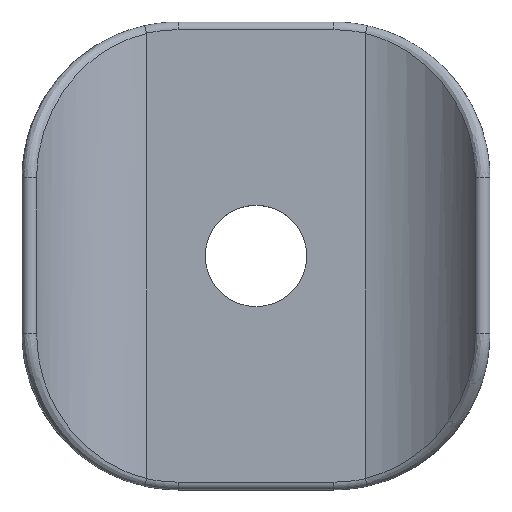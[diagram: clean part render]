
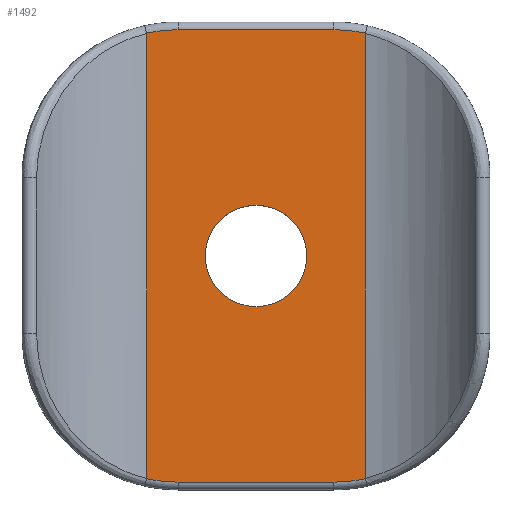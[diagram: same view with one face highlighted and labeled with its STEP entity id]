
A CAD part, top view. The second image highlights one B-rep face of the part: STEP entity #1492.
In plain terms, the highlighted planar face has unit normal (0, 0, 1).
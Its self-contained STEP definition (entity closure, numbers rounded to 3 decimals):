
#33 = LINE ( 'NONE', #1653, #47 ) ;
#45 = LINE ( 'NONE', #1658, #50 ) ;
#46 = LINE ( 'NONE', #1676, #56 ) ;
#47 = VECTOR ( 'NONE', #1648, 1000. ) ;
#48 = CIRCLE ( 'NONE', #1382, 9.5 ) ;
#49 = CIRCLE ( 'NONE', #1383, 9.5 ) ;
#50 = VECTOR ( 'NONE', #1659, 1000. ) ;
#52 = LINE ( 'NONE', #1673, #53 ) ;
#53 = VECTOR ( 'NONE', #1675, 1000. ) ;
#54 = CIRCLE ( 'NONE', #1384, 9.5 ) ;
#55 = CIRCLE ( 'NONE', #1385, 9.5 ) ;
#56 = VECTOR ( 'NONE', #1677, 1000. ) ;
#58 = CIRCLE ( 'NONE', #1386, 3.25 ) ;
#302 = ORIENTED_EDGE ( 'NONE', *, *, #2390, .F. ) ;
#303 = ORIENTED_EDGE ( 'NONE', *, *, #2447, .F. ) ;
#304 = ORIENTED_EDGE ( 'NONE', *, *, #2446, .T. ) ;
#478 = EDGE_LOOP ( 'NONE', ( #303, #302 ) ) ;
#499 = ORIENTED_EDGE ( 'NONE', *, *, #2445, .T. ) ;
#500 = ORIENTED_EDGE ( 'NONE', *, *, #2444, .T. ) ;
#502 = ORIENTED_EDGE ( 'NONE', *, *, #2443, .T. ) ;
#503 = ORIENTED_EDGE ( 'NONE', *, *, #2442, .T. ) ;
#510 = ORIENTED_EDGE ( 'NONE', *, *, #2441, .F. ) ;
#514 = ORIENTED_EDGE ( 'NONE', *, *, #2440, .T. ) ;
#516 = ORIENTED_EDGE ( 'NONE', *, *, #2439, .T. ) ;
#518 = ORIENTED_EDGE ( 'NONE', *, *, #2438, .T. ) ;
#520 = ORIENTED_EDGE ( 'NONE', *, *, #2437, .T. ) ;
#522 = ORIENTED_EDGE ( 'NONE', *, *, #2436, .T. ) ;
#525 = ORIENTED_EDGE ( 'NONE', *, *, #2435, .T. ) ;
#641 = B_SPLINE_CURVE_WITH_KNOTS ( 'NONE', 3,
 ( #1657, #1652, #1660, #1661 ),
 .UNSPECIFIED., .F., .F.,
 ( 4, 4 ),
 ( 0., 0. ),
 .UNSPECIFIED. ) ;
#642 = B_SPLINE_CURVE_WITH_KNOTS ( 'NONE', 3,
 ( #1666, #1667, #1671, #1672 ),
 .UNSPECIFIED., .F., .F.,
 ( 4, 4 ),
 ( 0., 0. ),
 .UNSPECIFIED. ) ;
#643 = B_SPLINE_CURVE_WITH_KNOTS ( 'NONE', 3,
 ( #1674, #1662, #1678, #1679 ),
 .UNSPECIFIED., .F., .F.,
 ( 4, 4 ),
 ( 0., 0. ),
 .UNSPECIFIED. ) ;
#644 = B_SPLINE_CURVE_WITH_KNOTS ( 'NONE', 3,
 ( #1684, #1685, #1690, #1691 ),
 .UNSPECIFIED., .F., .F.,
 ( 4, 4 ),
 ( 0., 0. ),
 .UNSPECIFIED. ) ;
#1358 = AXIS2_PLACEMENT_3D ( 'NONE', #1965, #1966, #1967 ) ;
#1382 = AXIS2_PLACEMENT_3D ( 'NONE', #1663, #1664, #1665 ) ;
#1383 = AXIS2_PLACEMENT_3D ( 'NONE', #1668, #1669, #1670 ) ;
#1384 = AXIS2_PLACEMENT_3D ( 'NONE', #1681, #1682, #1683 ) ;
#1385 = AXIS2_PLACEMENT_3D ( 'NONE', #1686, #1687, #1688 ) ;
#1386 = AXIS2_PLACEMENT_3D ( 'NONE', #1693, #1694, #1695 ) ;
#1492 = ADVANCED_FACE ( 'NONE', ( #5891, #5894 ), #3208, .F. ) ;
#1648 = DIRECTION ( 'NONE',  ( 0., -1., 0. ) ) ;
#1652 = CARTESIAN_POINT ( 'NONE',  ( -7.01, -14.27, 5. ) ) ;
#1653 = CARTESIAN_POINT ( 'NONE',  ( -7.01, 15., 5. ) ) ;
#1657 = CARTESIAN_POINT ( 'NONE',  ( -7.01, -14.263, 5. ) ) ;
#1658 = CARTESIAN_POINT ( 'NONE',  ( 5., -14.5, 5. ) ) ;
#1659 = DIRECTION ( 'NONE',  ( 1., 0., 0. ) ) ;
#1660 = CARTESIAN_POINT ( 'NONE',  ( -7.011, -14.277, 5. ) ) ;
#1661 = CARTESIAN_POINT ( 'NONE',  ( -7.012, -14.284, 5. ) ) ;
#1662 = CARTESIAN_POINT ( 'NONE',  ( 7.01, 14.27, 5. ) ) ;
#1663 = CARTESIAN_POINT ( 'NONE',  ( -5., -5., 5. ) ) ;
#1664 = DIRECTION ( 'NONE',  ( 0., 0., 1. ) ) ;
#1665 = DIRECTION ( 'NONE',  ( -1., 0., 0. ) ) ;
#1666 = CARTESIAN_POINT ( 'NONE',  ( 7.012, -14.284, 5. ) ) ;
#1667 = CARTESIAN_POINT ( 'NONE',  ( 7.011, -14.277, 5. ) ) ;
#1668 = CARTESIAN_POINT ( 'NONE',  ( 5., -5., 5. ) ) ;
#1669 = DIRECTION ( 'NONE',  ( 0., 0., 1. ) ) ;
#1670 = DIRECTION ( 'NONE',  ( -1., 0., 0. ) ) ;
#1671 = CARTESIAN_POINT ( 'NONE',  ( 7.01, -14.27, 5. ) ) ;
#1672 = CARTESIAN_POINT ( 'NONE',  ( 7.01, -14.263, 5. ) ) ;
#1673 = CARTESIAN_POINT ( 'NONE',  ( 7.01, 15., 5. ) ) ;
#1674 = CARTESIAN_POINT ( 'NONE',  ( 7.01, 14.263, 5. ) ) ;
#1675 = DIRECTION ( 'NONE',  ( 0., -1., 0. ) ) ;
#1676 = CARTESIAN_POINT ( 'NONE',  ( 5., 14.5, 5. ) ) ;
#1677 = DIRECTION ( 'NONE',  ( -1., 0., 0. ) ) ;
#1678 = CARTESIAN_POINT ( 'NONE',  ( 7.011, 14.277, 5. ) ) ;
#1679 = CARTESIAN_POINT ( 'NONE',  ( 7.012, 14.284, 5. ) ) ;
#1681 = CARTESIAN_POINT ( 'NONE',  ( 5., 5., 5. ) ) ;
#1682 = DIRECTION ( 'NONE',  ( 0., 0., 1. ) ) ;
#1683 = DIRECTION ( 'NONE',  ( -1., 0., 0. ) ) ;
#1684 = CARTESIAN_POINT ( 'NONE',  ( -7.012, 14.284, 5. ) ) ;
#1685 = CARTESIAN_POINT ( 'NONE',  ( -7.011, 14.277, 5. ) ) ;
#1686 = CARTESIAN_POINT ( 'NONE',  ( -5., 5., 5. ) ) ;
#1687 = DIRECTION ( 'NONE',  ( 0., 0., 1. ) ) ;
#1688 = DIRECTION ( 'NONE',  ( -1., 0., 0. ) ) ;
#1690 = CARTESIAN_POINT ( 'NONE',  ( -7.01, 14.27, 5. ) ) ;
#1691 = CARTESIAN_POINT ( 'NONE',  ( -7.01, 14.263, 5. ) ) ;
#1693 = CARTESIAN_POINT ( 'NONE',  ( 0., 0., 5. ) ) ;
#1694 = DIRECTION ( 'NONE',  ( 0., 0., 1. ) ) ;
#1695 = DIRECTION ( 'NONE',  ( 1., 0., 0. ) ) ;
#1965 = CARTESIAN_POINT ( 'NONE',  ( 0., 0., 5. ) ) ;
#1966 = DIRECTION ( 'NONE',  ( 0., 0., 1. ) ) ;
#1967 = DIRECTION ( 'NONE',  ( 1., 0., 0. ) ) ;
#2260 = VERTEX_POINT ( 'NONE', #3607 ) ;
#2261 = VERTEX_POINT ( 'NONE', #3608 ) ;
#2294 = VERTEX_POINT ( 'NONE', #3641 ) ;
#2295 = VERTEX_POINT ( 'NONE', #3642 ) ;
#2303 = VERTEX_POINT ( 'NONE', #3650 ) ;
#2304 = VERTEX_POINT ( 'NONE', #3651 ) ;
#2305 = VERTEX_POINT ( 'NONE', #3652 ) ;
#2306 = VERTEX_POINT ( 'NONE', #3653 ) ;
#2307 = VERTEX_POINT ( 'NONE', #3654 ) ;
#2308 = VERTEX_POINT ( 'NONE', #3655 ) ;
#2310 = VERTEX_POINT ( 'NONE', #3657 ) ;
#2311 = VERTEX_POINT ( 'NONE', #3658 ) ;
#2312 = VERTEX_POINT ( 'NONE', #3659 ) ;
#2313 = VERTEX_POINT ( 'NONE', #3660 ) ;
#2390 = EDGE_CURVE ( 'NONE', #2260, #2261, #5908, .T. ) ;
#2435 = EDGE_CURVE ( 'NONE', #2295, #2294, #33, .T. ) ;
#2436 = EDGE_CURVE ( 'NONE', #2294, #2304, #641, .T. ) ;
#2437 = EDGE_CURVE ( 'NONE', #2304, #2305, #48, .T. ) ;
#2438 = EDGE_CURVE ( 'NONE', #2305, #2306, #45, .T. ) ;
#2439 = EDGE_CURVE ( 'NONE', #2306, #2307, #49, .T. ) ;
#2440 = EDGE_CURVE ( 'NONE', #2307, #2308, #642, .T. ) ;
#2441 = EDGE_CURVE ( 'NONE', #2303, #2308, #52, .T. ) ;
#2442 = EDGE_CURVE ( 'NONE', #2303, #2310, #643, .T. ) ;
#2443 = EDGE_CURVE ( 'NONE', #2310, #2311, #54, .T. ) ;
#2444 = EDGE_CURVE ( 'NONE', #2311, #2312, #46, .T. ) ;
#2445 = EDGE_CURVE ( 'NONE', #2312, #2313, #55, .T. ) ;
#2446 = EDGE_CURVE ( 'NONE', #2313, #2295, #644, .T. ) ;
#2447 = EDGE_CURVE ( 'NONE', #2261, #2260, #58, .T. ) ;
#3208 = PLANE ( 'NONE',  #5376 ) ;
#3209 = CARTESIAN_POINT ( 'NONE',  ( 5., 15., 5. ) ) ;
#3214 = DIRECTION ( 'NONE',  ( 0., 0., -1. ) ) ;
#3215 = DIRECTION ( 'NONE',  ( -1., 0., 0. ) ) ;
#3607 = CARTESIAN_POINT ( 'NONE',  ( -3.25, 0., 5. ) ) ;
#3608 = CARTESIAN_POINT ( 'NONE',  ( 3.25, 0., 5. ) ) ;
#3641 = CARTESIAN_POINT ( 'NONE',  ( -7.01, -14.263, 5. ) ) ;
#3642 = CARTESIAN_POINT ( 'NONE',  ( -7.01, 14.263, 5. ) ) ;
#3650 = CARTESIAN_POINT ( 'NONE',  ( 7.01, 14.263, 5. ) ) ;
#3651 = CARTESIAN_POINT ( 'NONE',  ( -7.012, -14.284, 5. ) ) ;
#3652 = CARTESIAN_POINT ( 'NONE',  ( -5., -14.5, 5. ) ) ;
#3653 = CARTESIAN_POINT ( 'NONE',  ( 5., -14.5, 5. ) ) ;
#3654 = CARTESIAN_POINT ( 'NONE',  ( 7.012, -14.284, 5. ) ) ;
#3655 = CARTESIAN_POINT ( 'NONE',  ( 7.01, -14.263, 5. ) ) ;
#3657 = CARTESIAN_POINT ( 'NONE',  ( 7.012, 14.284, 5. ) ) ;
#3658 = CARTESIAN_POINT ( 'NONE',  ( 5., 14.5, 5. ) ) ;
#3659 = CARTESIAN_POINT ( 'NONE',  ( -5., 14.5, 5. ) ) ;
#3660 = CARTESIAN_POINT ( 'NONE',  ( -7.012, 14.284, 5. ) ) ;
#5376 = AXIS2_PLACEMENT_3D ( 'NONE', #3209, #3214, #3215 ) ;
#5842 = EDGE_LOOP ( 'NONE', ( #525, #522, #520, #518, #516, #514, #510, #503, #502, #500, #499, #304 ) ) ;
#5891 = FACE_OUTER_BOUND ( 'NONE', #5842, .T. ) ;
#5894 = FACE_BOUND ( 'NONE', #478, .T. ) ;
#5908 = CIRCLE ( 'NONE', #1358, 3.25 ) ;
